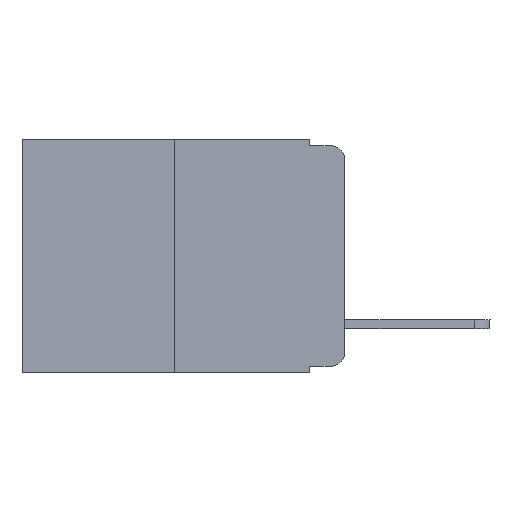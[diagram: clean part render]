
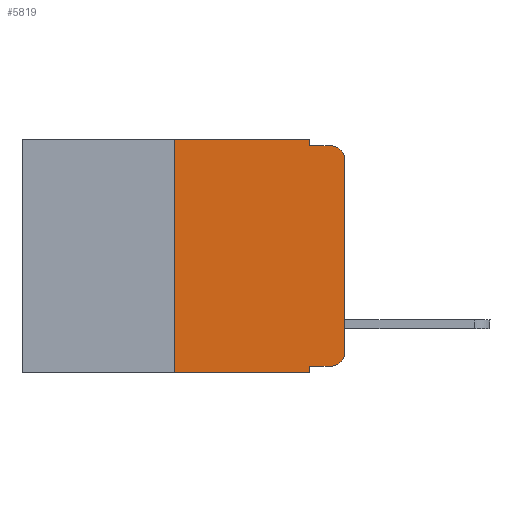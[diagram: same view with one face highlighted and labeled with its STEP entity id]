
A CAD part, left-side view. The second image highlights one B-rep face of the part: STEP entity #5819.
In plain terms, the highlighted planar face has unit normal (-1, 0, 0).
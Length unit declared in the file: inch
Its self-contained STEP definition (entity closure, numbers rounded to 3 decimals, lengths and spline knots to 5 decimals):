
#26 = CARTESIAN_POINT ( 'NONE',  ( 0., 0.051, 0. ) ) ;
#118 = ORIENTED_EDGE ( 'NONE', *, *, #2824, .T. ) ;
#122 = EDGE_CURVE ( 'NONE', #5204, #9470, #1074, .T. ) ;
#218 = EDGE_CURVE ( 'NONE', #6788, #1218, #6677, .T. ) ;
#498 = ORIENTED_EDGE ( 'NONE', *, *, #11435, .F. ) ;
#509 = CARTESIAN_POINT ( 'NONE',  ( 0., 0.25, 0. ) ) ;
#928 = ORIENTED_EDGE ( 'NONE', *, *, #6949, .F. ) ;
#946 = CARTESIAN_POINT ( 'NONE',  ( 0., 0.02, -0.333 ) ) ;
#1074 = LINE ( 'NONE', #3758, #5969 ) ;
#1217 = CARTESIAN_POINT ( 'NONE',  ( 0., 0.473, 0. ) ) ;
#1218 = VERTEX_POINT ( 'NONE', #1374 ) ;
#1224 = EDGE_CURVE ( 'NONE', #3701, #4633, #6650, .T. ) ;
#1230 = VERTEX_POINT ( 'NONE', #8440 ) ;
#1331 = FACE_OUTER_BOUND ( 'NONE', #1969, .T. ) ;
#1361 = CARTESIAN_POINT ( 'NONE',  ( 0., 0.02, -0.313 ) ) ;
#1374 = CARTESIAN_POINT ( 'NONE',  ( 0., 0.02, -0.01 ) ) ;
#1936 = LINE ( 'NONE', #7053, #10904 ) ;
#1969 = EDGE_LOOP ( 'NONE', ( #3467, #5712, #9090, #498, #10107, #11137, #2769, #928, #8182, #118 ) ) ;
#2435 = DIRECTION ( 'NONE',  ( 0., 0., -1. ) ) ;
#2548 = CARTESIAN_POINT ( 'NONE',  ( 0., 0.051, 0. ) ) ;
#2649 = VECTOR ( 'NONE', #10868, 39.37008 ) ;
#2683 = CIRCLE ( 'NONE', #9134, 0.02 ) ;
#2699 = DIRECTION ( 'NONE',  ( 0., 0., 1. ) ) ;
#2769 = ORIENTED_EDGE ( 'NONE', *, *, #11086, .T. ) ;
#2824 = EDGE_CURVE ( 'NONE', #9470, #1230, #2683, .T. ) ;
#3222 = DIRECTION ( 'NONE',  ( 0., 0., -1. ) ) ;
#3319 = AXIS2_PLACEMENT_3D ( 'NONE', #1217, #6737, #4777 ) ;
#3467 = ORIENTED_EDGE ( 'NONE', *, *, #8104, .T. ) ;
#3471 = LINE ( 'NONE', #2548, #6665 ) ;
#3632 = DIRECTION ( 'NONE',  ( 0., 0., -1. ) ) ;
#3643 = CARTESIAN_POINT ( 'NONE',  ( 0., 0.051, -0.333 ) ) ;
#3701 = VERTEX_POINT ( 'NONE', #7815 ) ;
#3758 = CARTESIAN_POINT ( 'NONE',  ( 0., 0.051, -0.333 ) ) ;
#3786 = LINE ( 'NONE', #7121, #6987 ) ;
#4562 = CARTESIAN_POINT ( 'NONE',  ( 0., 0.051, 0. ) ) ;
#4574 = EDGE_CURVE ( 'NONE', #4633, #7512, #9378, .T. ) ;
#4633 = VERTEX_POINT ( 'NONE', #11290 ) ;
#4777 = DIRECTION ( 'NONE',  ( 0., 0., -1. ) ) ;
#5016 = DIRECTION ( 'NONE',  ( 0., -1., 0. ) ) ;
#5137 = DIRECTION ( 'NONE',  ( 0., -1., 0. ) ) ;
#5204 = VERTEX_POINT ( 'NONE', #3643 ) ;
#5691 = PLANE ( 'NONE',  #3319 ) ;
#5712 = ORIENTED_EDGE ( 'NONE', *, *, #8628, .T. ) ;
#5819 = ADVANCED_FACE ( 'NONE', ( #1331 ), #5691, .F. ) ;
#5969 = VECTOR ( 'NONE', #5137, 39.37008 ) ;
#6650 = LINE ( 'NONE', #509, #8374 ) ;
#6665 = VECTOR ( 'NONE', #2435, 39.37008 ) ;
#6677 = LINE ( 'NONE', #9325, #2649 ) ;
#6737 = DIRECTION ( 'NONE',  ( 1., 0., 0. ) ) ;
#6757 = CIRCLE ( 'NONE', #10441, 0.02 ) ;
#6764 = DIRECTION ( 'NONE',  ( 0., 0., -1. ) ) ;
#6788 = VERTEX_POINT ( 'NONE', #9413 ) ;
#6949 = EDGE_CURVE ( 'NONE', #5204, #9509, #7956, .T. ) ;
#6987 = VECTOR ( 'NONE', #7234, 39.37008 ) ;
#7053 = CARTESIAN_POINT ( 'NONE',  ( 0., 0., 0. ) ) ;
#7059 = VECTOR ( 'NONE', #3632, 39.37008 ) ;
#7121 = CARTESIAN_POINT ( 'NONE',  ( 0., 0.473, -0.343 ) ) ;
#7234 = DIRECTION ( 'NONE',  ( 0., -1., 0. ) ) ;
#7512 = VERTEX_POINT ( 'NONE', #4562 ) ;
#7600 = DIRECTION ( 'NONE',  ( -1., 0., 0. ) ) ;
#7815 = CARTESIAN_POINT ( 'NONE',  ( 0., 0.25, -0.343 ) ) ;
#7956 = LINE ( 'NONE', #26, #7059 ) ;
#8104 = EDGE_CURVE ( 'NONE', #1230, #8659, #1936, .T. ) ;
#8182 = ORIENTED_EDGE ( 'NONE', *, *, #122, .T. ) ;
#8274 = CARTESIAN_POINT ( 'NONE',  ( 0., 0.051, -0.343 ) ) ;
#8374 = VECTOR ( 'NONE', #10161, 39.37008 ) ;
#8440 = CARTESIAN_POINT ( 'NONE',  ( 0., 0., -0.313 ) ) ;
#8628 = EDGE_CURVE ( 'NONE', #8659, #1218, #6757, .T. ) ;
#8659 = VERTEX_POINT ( 'NONE', #11193 ) ;
#9090 = ORIENTED_EDGE ( 'NONE', *, *, #218, .F. ) ;
#9134 = AXIS2_PLACEMENT_3D ( 'NONE', #1361, #11135, #6764 ) ;
#9325 = CARTESIAN_POINT ( 'NONE',  ( 0., 0.051, -0.01 ) ) ;
#9378 = LINE ( 'NONE', #10363, #10308 ) ;
#9413 = CARTESIAN_POINT ( 'NONE',  ( 0., 0.051, -0.01 ) ) ;
#9470 = VERTEX_POINT ( 'NONE', #946 ) ;
#9509 = VERTEX_POINT ( 'NONE', #8274 ) ;
#10107 = ORIENTED_EDGE ( 'NONE', *, *, #4574, .F. ) ;
#10161 = DIRECTION ( 'NONE',  ( 0., 0., 1. ) ) ;
#10308 = VECTOR ( 'NONE', #5016, 39.37008 ) ;
#10363 = CARTESIAN_POINT ( 'NONE',  ( 0., 0.473, 0. ) ) ;
#10441 = AXIS2_PLACEMENT_3D ( 'NONE', #11130, #7600, #3222 ) ;
#10868 = DIRECTION ( 'NONE',  ( 0., -1., 0. ) ) ;
#10904 = VECTOR ( 'NONE', #2699, 39.37008 ) ;
#11086 = EDGE_CURVE ( 'NONE', #3701, #9509, #3786, .T. ) ;
#11130 = CARTESIAN_POINT ( 'NONE',  ( 0., 0.02, -0.03 ) ) ;
#11135 = DIRECTION ( 'NONE',  ( -1., 0., 0. ) ) ;
#11137 = ORIENTED_EDGE ( 'NONE', *, *, #1224, .F. ) ;
#11193 = CARTESIAN_POINT ( 'NONE',  ( 0., 0., -0.03 ) ) ;
#11290 = CARTESIAN_POINT ( 'NONE',  ( 0., 0.25, 0. ) ) ;
#11435 = EDGE_CURVE ( 'NONE', #7512, #6788, #3471, .T. ) ;
